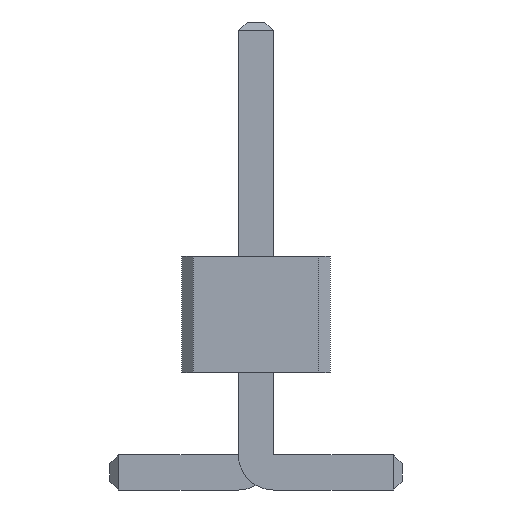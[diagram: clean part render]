
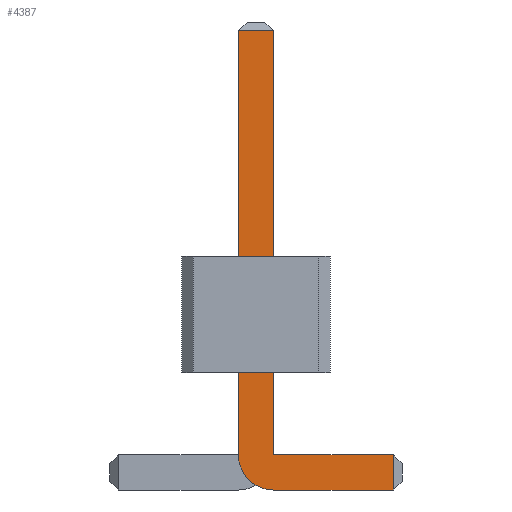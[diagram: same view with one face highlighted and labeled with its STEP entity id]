
A CAD part, front view. The second image highlights one B-rep face of the part: STEP entity #4387.
In plain terms, the highlighted planar face has unit normal (0, -1, 0).
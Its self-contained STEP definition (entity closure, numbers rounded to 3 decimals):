
#13=DIRECTION('',(0.,0.,1.));
#67=DIRECTION('',(1.,0.,0.));
#1979=VECTOR('',#67,1.);
#1990=DIRECTION('',(0.,1.,0.));
#2032=DIRECTION('',(-1.,0.,0.));
#3941=VECTOR('',#2032,1.);
#4198=DIRECTION('',(-0.,1.,0.));
#4199=DIRECTION('',(0.,0.,-1.));
#4206=VECTOR('',#4207,1.);
#4207=DIRECTION('',(0.,0.,1.));
#4218=VECTOR('',#4199,1.);
#4236=VERTEX_POINT('',#4237);
#4237=CARTESIAN_POINT('',(1.175,-16.65,0.));
#4240=ORIENTED_EDGE('',*,*,#4241,.T.);
#4241=EDGE_CURVE('',#4236,#4242,#4244,.T.);
#4242=VERTEX_POINT('',#4243);
#4243=CARTESIAN_POINT('',(0.15,-16.65,0.));
#4244=LINE('',#4245,#3941);
#4245=CARTESIAN_POINT('',(1.25,-16.65,0.));
#4282=VERTEX_POINT('',#4283);
#4283=CARTESIAN_POINT('',(-0.15,-16.65,0.3));
#4286=EDGE_CURVE('',#4242,#4282,#4287,.T.);
#4287=CIRCLE('',#4288,0.3);
#4288=AXIS2_PLACEMENT_3D('',#4289,#4198,#4199);
#4289=CARTESIAN_POINT('',(0.15,-16.65,0.3));
#4298=VERTEX_POINT('',#4289);
#4300=ORIENTED_EDGE('',*,*,#4301,.T.);
#4301=EDGE_CURVE('',#4298,#4302,#4304,.T.);
#4302=VERTEX_POINT('',#4303);
#4303=CARTESIAN_POINT('',(1.175,-16.65,0.3));
#4304=LINE('',#4289,#1979);
#4314=ORIENTED_EDGE('',*,*,#4315,.T.);
#4315=EDGE_CURVE('',#4282,#4316,#4318,.T.);
#4316=VERTEX_POINT('',#4317);
#4317=CARTESIAN_POINT('',(-0.15,-16.65,3.925));
#4318=LINE('',#4319,#4206);
#4319=CARTESIAN_POINT('',(-0.15,-16.65,0.));
#4332=VERTEX_POINT('',#4333);
#4333=CARTESIAN_POINT('',(0.15,-16.65,3.925));
#4335=ORIENTED_EDGE('',*,*,#4336,.T.);
#4336=EDGE_CURVE('',#4332,#4298,#4337,.T.);
#4337=LINE('',#4338,#4218);
#4338=CARTESIAN_POINT('',(0.15,-16.65,4.));
#4387=ADVANCED_FACE('',(#4388),#4397,.F.);
#4388=FACE_BOUND('',#4389,.F.);
#4389=EDGE_LOOP('',(#4240,#4390,#4314,#4391,#4335,#4300,#4394));
#4390=ORIENTED_EDGE('',*,*,#4286,.T.);
#4391=ORIENTED_EDGE('',*,*,#4392,.T.);
#4392=EDGE_CURVE('',#4316,#4332,#4393,.T.);
#4393=LINE('',#4317,#1979);
#4394=ORIENTED_EDGE('',*,*,#4395,.T.);
#4395=EDGE_CURVE('',#4302,#4236,#4396,.T.);
#4396=LINE('',#4303,#4218);
#4397=PLANE('',#4398);
#4398=AXIS2_PLACEMENT_3D('',#4399,#1990,#13);
#4399=CARTESIAN_POINT('',(0.173,-16.65,1.623));
